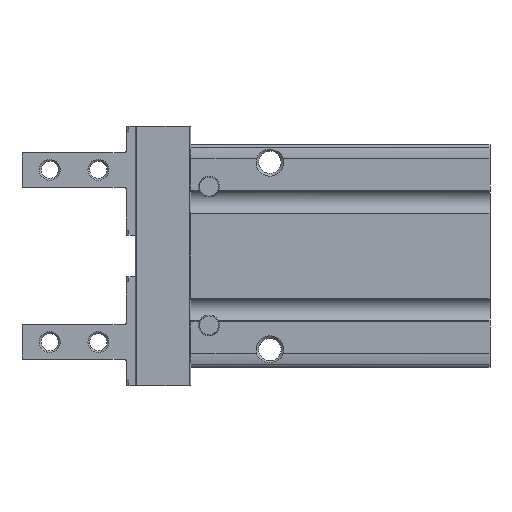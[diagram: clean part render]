
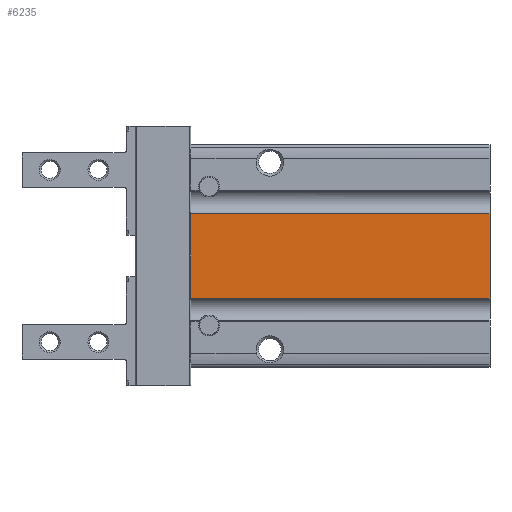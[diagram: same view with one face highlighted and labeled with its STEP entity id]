
A CAD part, left-side view. The second image highlights one B-rep face of the part: STEP entity #6235.
In plain terms, the highlighted face is planar.
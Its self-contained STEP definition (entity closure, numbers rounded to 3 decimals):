
#414=LINE('',#9871,#960);
#420=LINE('',#9893,#966);
#422=LINE('',#9899,#968);
#423=LINE('',#9900,#969);
#960=VECTOR('',#7703,1000.);
#966=VECTOR('',#7723,1000.);
#968=VECTOR('',#7729,1000.);
#969=VECTOR('',#7730,1000.);
#1731=ORIENTED_EDGE('',*,*,#3474,.T.);
#1732=ORIENTED_EDGE('',*,*,#3460,.T.);
#1733=ORIENTED_EDGE('',*,*,#3475,.F.);
#1734=ORIENTED_EDGE('',*,*,#3471,.F.);
#3460=EDGE_CURVE('',#4320,#4319,#414,.T.);
#3471=EDGE_CURVE('',#4328,#4329,#420,.T.);
#3474=EDGE_CURVE('',#4328,#4320,#422,.T.);
#3475=EDGE_CURVE('',#4329,#4319,#423,.T.);
#4319=VERTEX_POINT('',#9870);
#4320=VERTEX_POINT('',#9872);
#4328=VERTEX_POINT('',#9892);
#4329=VERTEX_POINT('',#9894);
#5110=EDGE_LOOP('',(#1731,#1732,#1733,#1734));
#5580=FACE_BOUND('',#5110,.T.);
#6001=PLANE('',#6735);
#6235=ADVANCED_FACE('',(#5580),#6001,.F.);
#6735=AXIS2_PLACEMENT_3D('',#9898,#7727,#7728);
#7703=DIRECTION('',(1.,0.,0.));
#7723=DIRECTION('',(1.,0.,0.));
#7727=DIRECTION('',(0.,0.,-1.));
#7728=DIRECTION('',(-1.,0.,0.));
#7729=DIRECTION('',(0.,-1.,0.));
#7730=DIRECTION('',(0.,-1.,0.));
#9870=CARTESIAN_POINT('',(6.1,0.,10.));
#9871=CARTESIAN_POINT('',(-14.,0.,10.));
#9872=CARTESIAN_POINT('',(-6.1,0.,10.));
#9892=CARTESIAN_POINT('',(-6.1,43.1,10.));
#9893=CARTESIAN_POINT('',(-14.,43.1,10.));
#9894=CARTESIAN_POINT('',(6.1,43.1,10.));
#9898=CARTESIAN_POINT('',(-14.,43.1,10.));
#9899=CARTESIAN_POINT('',(-6.1,43.1,10.));
#9900=CARTESIAN_POINT('',(6.1,43.1,10.));
